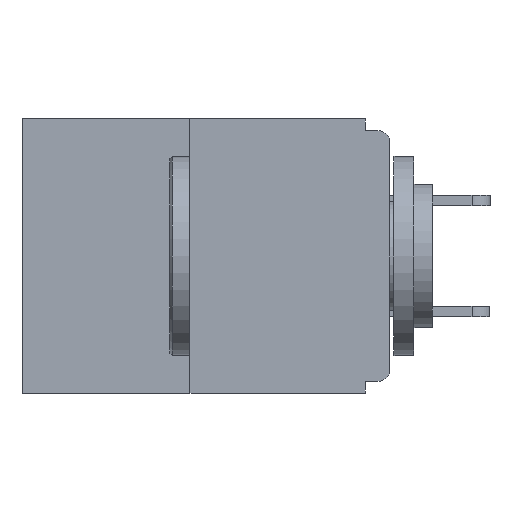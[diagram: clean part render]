
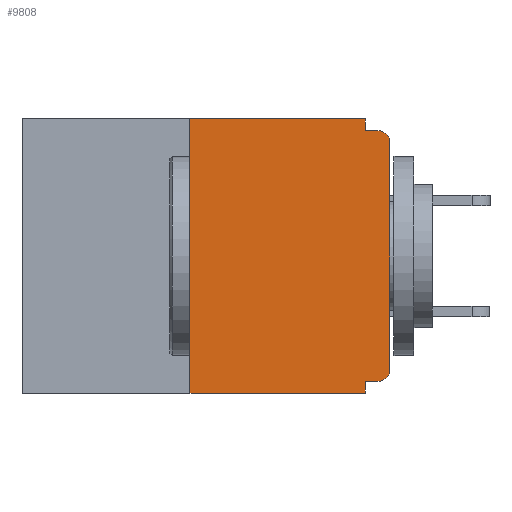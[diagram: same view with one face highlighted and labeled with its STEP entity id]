
A CAD part, left-side view. The second image highlights one B-rep face of the part: STEP entity #9808.
In plain terms, the highlighted planar face has unit normal (-1, 0, 0).
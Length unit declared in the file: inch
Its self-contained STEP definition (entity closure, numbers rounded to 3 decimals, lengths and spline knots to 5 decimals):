
#396 = DIRECTION ( 'NONE',  ( 0., 0., -1. ) ) ;
#476 = DIRECTION ( 'NONE',  ( 0., 0., -1. ) ) ;
#706 = CARTESIAN_POINT ( 'NONE',  ( 0., 0.25, -0.343 ) ) ;
#734 = LINE ( 'NONE', #11294, #1853 ) ;
#927 = VERTEX_POINT ( 'NONE', #10575 ) ;
#988 = ORIENTED_EDGE ( 'NONE', *, *, #14599, .F. ) ;
#1005 = EDGE_CURVE ( 'NONE', #13794, #927, #2382, .T. ) ;
#1040 = EDGE_CURVE ( 'NONE', #7230, #13794, #9424, .T. ) ;
#1172 = VERTEX_POINT ( 'NONE', #4144 ) ;
#1288 = DIRECTION ( 'NONE',  ( -1., 0., 0. ) ) ;
#1355 = CARTESIAN_POINT ( 'NONE',  ( 0., 0., -0.313 ) ) ;
#1374 = EDGE_CURVE ( 'NONE', #3419, #927, #8221, .T. ) ;
#1431 = CARTESIAN_POINT ( 'NONE',  ( 0., 0.031, 0. ) ) ;
#1657 = CARTESIAN_POINT ( 'NONE',  ( 0., 0.031, -0.328 ) ) ;
#1749 = CIRCLE ( 'NONE', #2442, 0.015 ) ;
#1853 = VECTOR ( 'NONE', #3872, 39.37008 ) ;
#1961 = VECTOR ( 'NONE', #11698, 39.37008 ) ;
#1982 = VECTOR ( 'NONE', #396, 39.37008 ) ;
#2051 = VECTOR ( 'NONE', #10526, 39.37008 ) ;
#2382 = CIRCLE ( 'NONE', #11181, 0.015 ) ;
#2442 = AXIS2_PLACEMENT_3D ( 'NONE', #14991, #1288, #9716 ) ;
#2762 = VECTOR ( 'NONE', #13475, 39.37008 ) ;
#3419 = VERTEX_POINT ( 'NONE', #13124 ) ;
#3473 = AXIS2_PLACEMENT_3D ( 'NONE', #9482, #15566, #9585 ) ;
#3872 = DIRECTION ( 'NONE',  ( 0., -1., 0. ) ) ;
#3910 = CARTESIAN_POINT ( 'NONE',  ( 0., 0.031, 0. ) ) ;
#4144 = CARTESIAN_POINT ( 'NONE',  ( 0., 0.031, -0.343 ) ) ;
#4179 = DIRECTION ( 'NONE',  ( 0., 0., -1. ) ) ;
#4392 = CARTESIAN_POINT ( 'NONE',  ( 0., 0., -0.03 ) ) ;
#4793 = ORIENTED_EDGE ( 'NONE', *, *, #1040, .T. ) ;
#4933 = EDGE_LOOP ( 'NONE', ( #13632, #12707, #10544, #8904, #988, #12905, #4793, #9570, #10702, #7689 ) ) ;
#5236 = DIRECTION ( 'NONE',  ( 0., -1., 0. ) ) ;
#5276 = VERTEX_POINT ( 'NONE', #10590 ) ;
#5500 = EDGE_CURVE ( 'NONE', #15160, #1172, #734, .T. ) ;
#5833 = VERTEX_POINT ( 'NONE', #10032 ) ;
#6949 = EDGE_CURVE ( 'NONE', #6965, #3419, #11865, .T. ) ;
#6965 = VERTEX_POINT ( 'NONE', #1431 ) ;
#7012 = PLANE ( 'NONE',  #3473 ) ;
#7230 = VERTEX_POINT ( 'NONE', #1355 ) ;
#7439 = FACE_OUTER_BOUND ( 'NONE', #4933, .T. ) ;
#7505 = VECTOR ( 'NONE', #4179, 39.37008 ) ;
#7689 = ORIENTED_EDGE ( 'NONE', *, *, #6949, .F. ) ;
#8043 = CARTESIAN_POINT ( 'NONE',  ( 0., 0., -0.328 ) ) ;
#8221 = LINE ( 'NONE', #9011, #13161 ) ;
#8814 = EDGE_CURVE ( 'NONE', #5276, #6965, #13535, .T. ) ;
#8842 = CARTESIAN_POINT ( 'NONE',  ( 0., 0.015, -0.03 ) ) ;
#8904 = ORIENTED_EDGE ( 'NONE', *, *, #13238, .F. ) ;
#9011 = CARTESIAN_POINT ( 'NONE',  ( 0., 0., -0.015 ) ) ;
#9072 = LINE ( 'NONE', #15027, #7505 ) ;
#9296 = CARTESIAN_POINT ( 'NONE',  ( 0., 0.25, 0. ) ) ;
#9424 = LINE ( 'NONE', #9933, #2762 ) ;
#9425 = CARTESIAN_POINT ( 'NONE',  ( 0., 0.46, 0. ) ) ;
#9482 = CARTESIAN_POINT ( 'NONE',  ( 0., 0.46, 0. ) ) ;
#9570 = ORIENTED_EDGE ( 'NONE', *, *, #1005, .T. ) ;
#9585 = DIRECTION ( 'NONE',  ( 0., 0., -1. ) ) ;
#9716 = DIRECTION ( 'NONE',  ( 0., 0., -1. ) ) ;
#9808 = ADVANCED_FACE ( 'NONE', ( #7439 ), #7012, .F. ) ;
#9933 = CARTESIAN_POINT ( 'NONE',  ( 0., 0., 0. ) ) ;
#10032 = CARTESIAN_POINT ( 'NONE',  ( 0., 0.015, -0.328 ) ) ;
#10116 = VERTEX_POINT ( 'NONE', #1657 ) ;
#10123 = EDGE_CURVE ( 'NONE', #5833, #7230, #1749, .T. ) ;
#10354 = VECTOR ( 'NONE', #14683, 39.37008 ) ;
#10526 = DIRECTION ( 'NONE',  ( 0., 0., 1. ) ) ;
#10544 = ORIENTED_EDGE ( 'NONE', *, *, #5500, .T. ) ;
#10575 = CARTESIAN_POINT ( 'NONE',  ( 0., 0.015, -0.015 ) ) ;
#10590 = CARTESIAN_POINT ( 'NONE',  ( 0., 0.25, 0. ) ) ;
#10702 = ORIENTED_EDGE ( 'NONE', *, *, #1374, .F. ) ;
#11181 = AXIS2_PLACEMENT_3D ( 'NONE', #8842, #13749, #476 ) ;
#11294 = CARTESIAN_POINT ( 'NONE',  ( 0., 0.46, -0.343 ) ) ;
#11698 = DIRECTION ( 'NONE',  ( 0., 1., 0. ) ) ;
#11865 = LINE ( 'NONE', #3910, #1982 ) ;
#12103 = EDGE_CURVE ( 'NONE', #15160, #5276, #12111, .T. ) ;
#12111 = LINE ( 'NONE', #9296, #2051 ) ;
#12707 = ORIENTED_EDGE ( 'NONE', *, *, #12103, .F. ) ;
#12905 = ORIENTED_EDGE ( 'NONE', *, *, #10123, .T. ) ;
#13124 = CARTESIAN_POINT ( 'NONE',  ( 0., 0.031, -0.015 ) ) ;
#13161 = VECTOR ( 'NONE', #5236, 39.37008 ) ;
#13238 = EDGE_CURVE ( 'NONE', #10116, #1172, #9072, .T. ) ;
#13475 = DIRECTION ( 'NONE',  ( 0., 0., 1. ) ) ;
#13535 = LINE ( 'NONE', #9425, #10354 ) ;
#13632 = ORIENTED_EDGE ( 'NONE', *, *, #8814, .F. ) ;
#13749 = DIRECTION ( 'NONE',  ( -1., 0., 0. ) ) ;
#13794 = VERTEX_POINT ( 'NONE', #4392 ) ;
#14599 = EDGE_CURVE ( 'NONE', #5833, #10116, #15220, .T. ) ;
#14683 = DIRECTION ( 'NONE',  ( 0., -1., 0. ) ) ;
#14991 = CARTESIAN_POINT ( 'NONE',  ( 0., 0.015, -0.313 ) ) ;
#15027 = CARTESIAN_POINT ( 'NONE',  ( 0., 0.031, -0.343 ) ) ;
#15160 = VERTEX_POINT ( 'NONE', #706 ) ;
#15220 = LINE ( 'NONE', #8043, #1961 ) ;
#15566 = DIRECTION ( 'NONE',  ( 1., 0., 0. ) ) ;
